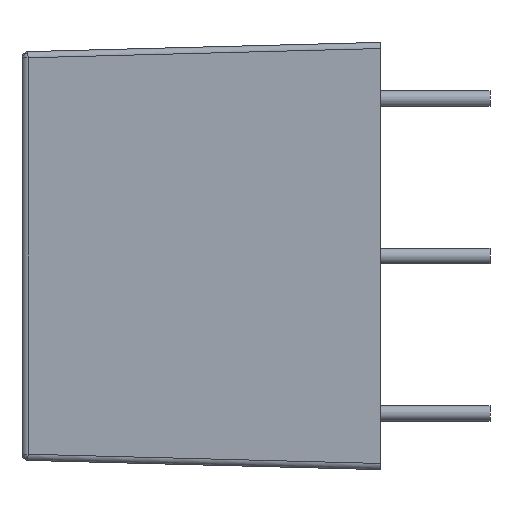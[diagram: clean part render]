
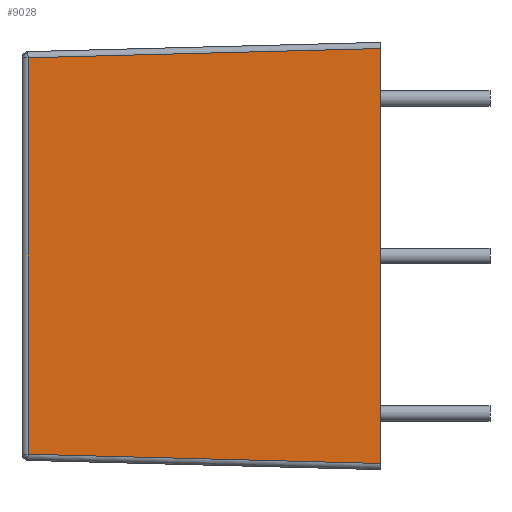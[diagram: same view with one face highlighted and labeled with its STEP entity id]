
A CAD part, left-side view. The second image highlights one B-rep face of the part: STEP entity #9028.
In plain terms, the highlighted planar face has unit normal (-1, 0.026, 0).
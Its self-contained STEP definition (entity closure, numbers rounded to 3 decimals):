
#343 = LINE ( 'NONE', #12847, #7323 ) ;
#734 = DIRECTION ( 'NONE',  ( -1., 0.026, 0. ) ) ;
#2198 = CARTESIAN_POINT ( 'NONE',  ( -26.35, 0., -15.585 ) ) ;
#3513 = VECTOR ( 'NONE', #12508, 1000. ) ;
#3731 = LINE ( 'NONE', #5183, #3513 ) ;
#4087 = DIRECTION ( 'NONE',  ( 0., 0., 1. ) ) ;
#5166 = VERTEX_POINT ( 'NONE', #14155 ) ;
#5183 = CARTESIAN_POINT ( 'NONE',  ( -26.35, 0., -15.585 ) ) ;
#5460 = LINE ( 'NONE', #14243, #12761 ) ;
#6003 = FACE_OUTER_BOUND ( 'NONE', #15815, .T. ) ;
#7323 = VECTOR ( 'NONE', #11555, 1000. ) ;
#7355 = EDGE_CURVE ( 'NONE', #10471, #10296, #5460, .T. ) ;
#7502 = ORIENTED_EDGE ( 'NONE', *, *, #10680, .T. ) ;
#7522 = DIRECTION ( 'NONE',  ( -0.026, -0.999, -0.026 ) ) ;
#7839 = LINE ( 'NONE', #15232, #13394 ) ;
#7871 = EDGE_CURVE ( 'NONE', #5166, #10296, #343, .T. ) ;
#8107 = AXIS2_PLACEMENT_3D ( 'NONE', #2198, #734, #10980 ) ;
#8352 = CARTESIAN_POINT ( 'NONE',  ( -26.35, 0., -13.4 ) ) ;
#8529 = CARTESIAN_POINT ( 'NONE',  ( -25.754, 22.76, -12.804 ) ) ;
#8807 = ORIENTED_EDGE ( 'NONE', *, *, #7871, .T. ) ;
#9028 = ADVANCED_FACE ( 'NONE', ( #6003 ), #11868, .T. ) ;
#10296 = VERTEX_POINT ( 'NONE', #10497 ) ;
#10471 = VERTEX_POINT ( 'NONE', #8529 ) ;
#10497 = CARTESIAN_POINT ( 'NONE',  ( -25.754, 22.76, 12.804 ) ) ;
#10680 = EDGE_CURVE ( 'NONE', #11257, #5166, #3731, .T. ) ;
#10980 = DIRECTION ( 'NONE',  ( 0., 0., 1. ) ) ;
#11257 = VERTEX_POINT ( 'NONE', #8352 ) ;
#11453 = ORIENTED_EDGE ( 'NONE', *, *, #7355, .F. ) ;
#11555 = DIRECTION ( 'NONE',  ( 0.026, 0.999, -0.026 ) ) ;
#11868 = PLANE ( 'NONE',  #8107 ) ;
#12508 = DIRECTION ( 'NONE',  ( 0., 0., 1. ) ) ;
#12761 = VECTOR ( 'NONE', #4087, 1000. ) ;
#12847 = CARTESIAN_POINT ( 'NONE',  ( -26.35, 0., 13.4 ) ) ;
#13394 = VECTOR ( 'NONE', #7522, 1000. ) ;
#14155 = CARTESIAN_POINT ( 'NONE',  ( -26.35, 0., 13.4 ) ) ;
#14243 = CARTESIAN_POINT ( 'NONE',  ( -25.754, 22.76, -13.296 ) ) ;
#14458 = ORIENTED_EDGE ( 'NONE', *, *, #14510, .T. ) ;
#14510 = EDGE_CURVE ( 'NONE', #10471, #11257, #7839, .T. ) ;
#15232 = CARTESIAN_POINT ( 'NONE',  ( -25.754, 22.76, -12.804 ) ) ;
#15815 = EDGE_LOOP ( 'NONE', ( #8807, #11453, #14458, #7502 ) ) ;
